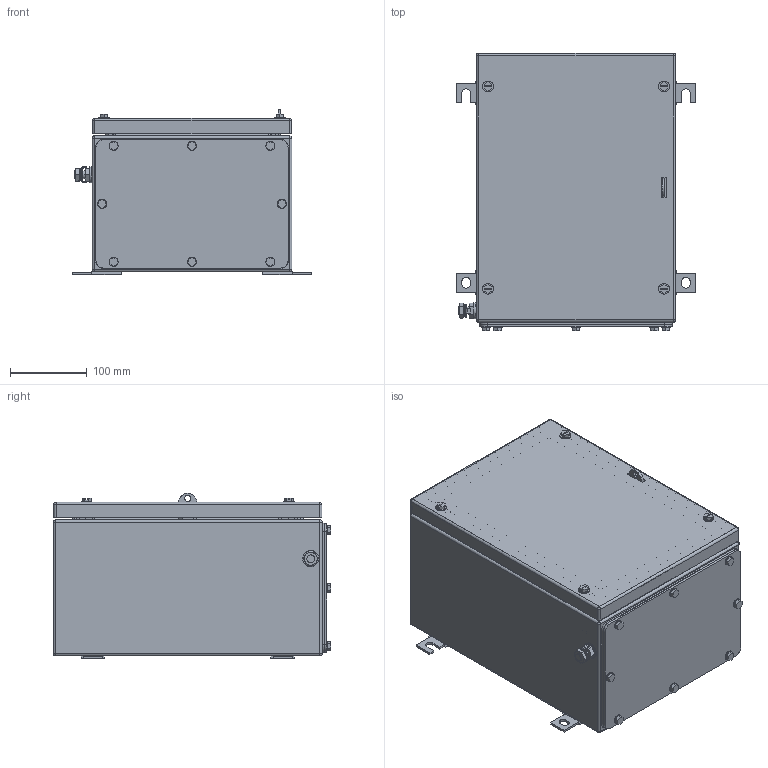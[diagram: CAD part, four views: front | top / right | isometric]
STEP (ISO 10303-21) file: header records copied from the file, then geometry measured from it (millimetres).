
FILE_DESCRIPTION(('CATIA V5 STEP Exchange','CAx-IF Rec.Pracs.--- Model Styling and Organization---1.4--- 2014-01-23'),'2;1');
FILE_NAME ('008525-7_4_1194860000_1194860000.stp','2019-09-20T09:15:59+00:00',('none'),('Weidmueller'),'CATIA Version 5-6 Release 2016 SP3 HF44','CATIA V5 STEP AP214','none');
FILE_SCHEMA(('AUTOMOTIVE_DESIGN { 1 0 10303 214 1 1 1 1 }'));
Length unit declared in the file: millimetre
Products named in the file (1): 1194860000
Bounding box: 311 x 361 x 215 mm (x, y, z)
Volume: 950836.1 mm3; surface area: 1091836.5 mm2
Topology: 51 solids, 51 shells, 1291 faces, 3120 edges, 1964 vertices
Faces by surface type: plane 650, cylinder 479, cone 116, sphere 24, torus 22
Entity records: 35771 total; most frequent: CARTESIAN_POINT 7230, ORIENTED_EDGE 6144, DIRECTION 4827, EDGE_CURVE 3072, VERTEX_POINT 1964, AXIS2_PLACEMENT_3D 1955, VECTOR 1916, LINE 1916
